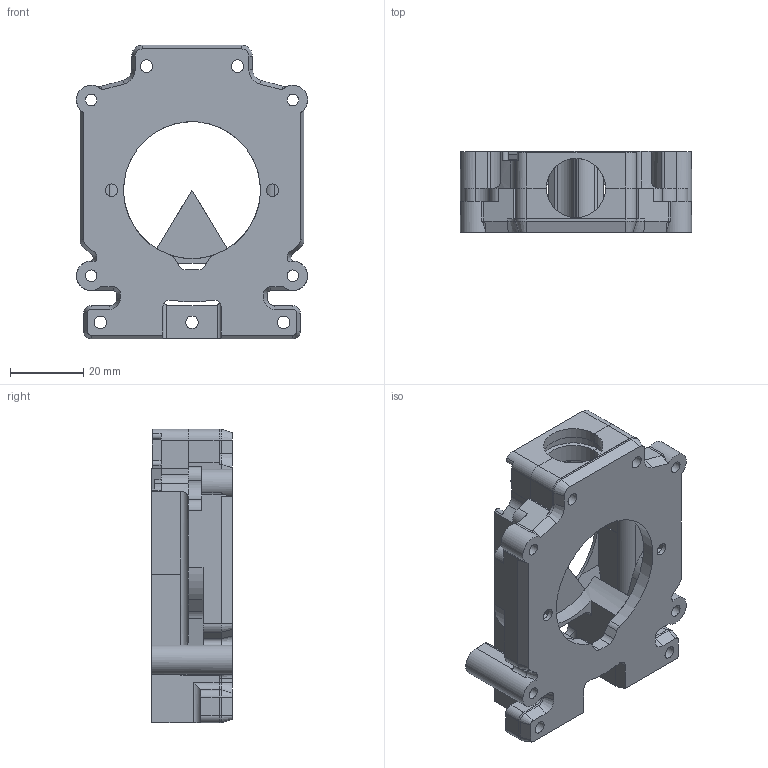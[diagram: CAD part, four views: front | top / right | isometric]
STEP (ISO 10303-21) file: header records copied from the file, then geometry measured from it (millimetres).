
FILE_DESCRIPTION(/* description */ (''),/* implementation_level */ '2;1');
FILE_NAME(/* name */ 'Breezer14_remote_TankCF_00deg.step',/* time_stamp */ '2023-01-26T04:52:14+08:00',/* author */ (''),/* organization */ (''),/* preprocessor_version */ 'ST-DEVELOPER v19.2',/* originating_system */ 'Autodesk Translation Framework v11.17.0.187',/* authorisation */ '');
FILE_SCHEMA (('AUTOMOTIVE_DESIGN { 1 0 10303 214 3 1 1 }'));
Length unit declared in the file: millimetre
Products named in the file (1): Breezer14_remote_TankCF_XXdeg
Bounding box: 63 x 22 x 80 mm (x, y, z)
Volume: 9036.6 mm3; surface area: 26718.6 mm2
Topology: 3 solids, 4 shells, 365 faces, 1008 edges, 645 vertices
Faces by surface type: plane 206, cylinder 136, cone 20, torus 2, bspline 1
Full cylindrical faces by diameter (mm): 3.2 x4, 3.4 x13
Entity records: 11938 total; most frequent: CARTESIAN_POINT 2273, DIRECTION 2035, ORIENTED_EDGE 2020, EDGE_CURVE 1010, AXIS2_PLACEMENT_3D 683, LINE 669, VECTOR 669, VERTEX_POINT 645
